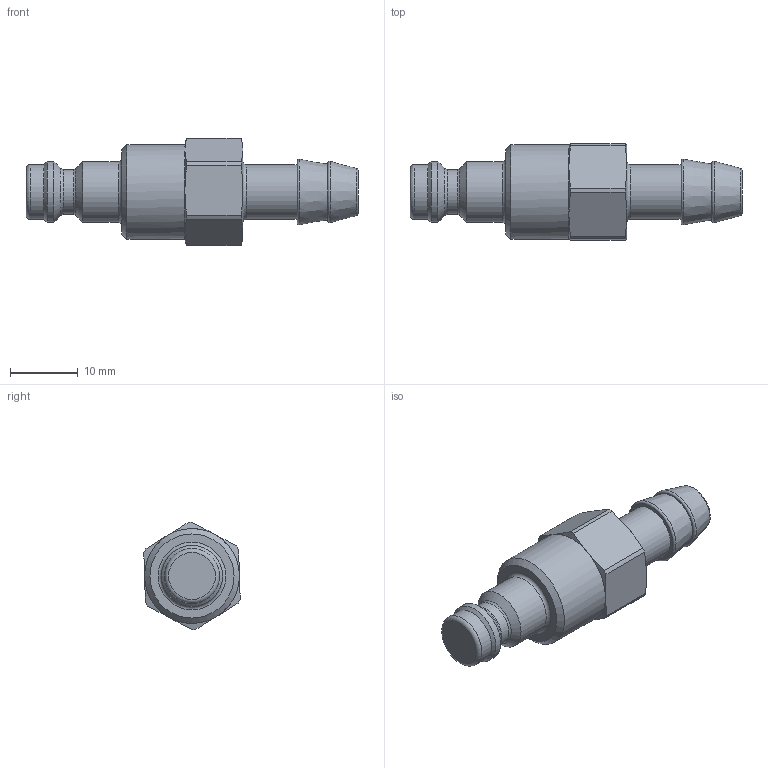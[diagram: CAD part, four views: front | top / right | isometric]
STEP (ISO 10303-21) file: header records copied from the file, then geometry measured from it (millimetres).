
FILE_DESCRIPTION((''),'2;1');
FILE_NAME('21sbtf08mpn.stp','2013-08-05T13:59:31',('IA176480'),(''),'Autodesk Inventor 2013','Autodesk Inventor 2013','');
FILE_SCHEMA(('AUTOMOTIVE_DESIGN { 1 0 10303 214 1 1 1 1 }'));
Length unit declared in the file: millimetre
Products named in the file (1): D107566
Bounding box: 49 x 14.22 x 15.8 mm (x, y, z)
Volume: 4567.6 mm3; surface area: 2264.7 mm2
Topology: 1 solids, 2 shells, 58 faces, 123 edges, 71 vertices
Faces by surface type: cone 21, cylinder 16, plane 12, torus 9
Full cylindrical faces by diameter (mm): 6.65 x1, 8.05 x1, 8.1 x1, 9 x2, 11.952 x2, 11.98 x1, 12 x1, 14 x1
Entity records: 1439 total; most frequent: CARTESIAN_POINT 267, DIRECTION 242, ORIENTED_EDGE 184, AXIS2_PLACEMENT_3D 115, EDGE_CURVE 92, EDGE_LOOP 90, VERTEX_POINT 68, FACE_OUTER_BOUND 58
